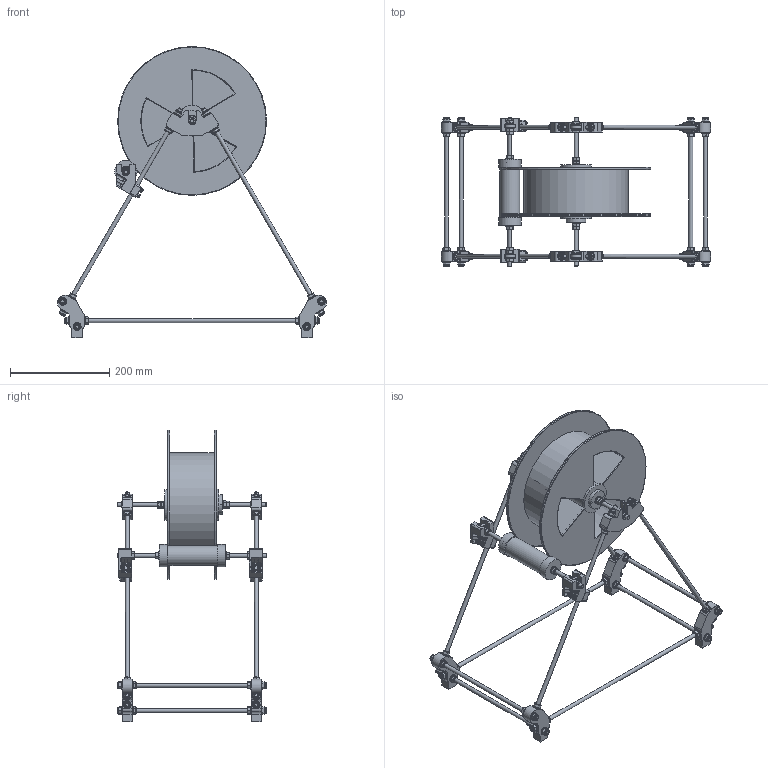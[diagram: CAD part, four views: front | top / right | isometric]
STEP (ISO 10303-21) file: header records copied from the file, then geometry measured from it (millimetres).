
FILE_DESCRIPTION(/* description */ ('Alibre Inc.'),/* implementation_level */ '2;1');
FILE_NAME(/* name */ 'export0',/* time_stamp */ '2012-08-02T18:06:57+02:00',/* author */ (''),/* organization */ (''),/* preprocessor_version */ 'ST-DEVELOPER v14',/* originating_system */ 'Alibre',/* authorisation */ '');
FILE_SCHEMA (('AUTOMOTIVE_DESIGN'));
Length unit declared in the file: millimetre
Products named in the file (28): ID_1
Bounding box: 542.09 x 301.25 x 586.41 mm (x, y, z)
Volume: 1742614.4 mm3; surface area: 825515 mm2
Topology: 184 solids, 184 shells, 2449 faces, 5618 edges, 3586 vertices
Faces by surface type: plane 1115, cylinder 734, cone 542, torus 58
Full cylindrical faces by diameter (mm): 4 x8, 6.647 x24, 8 x12, 8.2 x4, 8.4 x10, 12.331 x24, 15 x2, 22.4 x3, 23 x1, 26 x1, 28 x3, 37 x2, 40 x1, 45 x2, 52 x3, 62 x2, 210 x1, 300 x2
Entity records: 13180 total; most frequent: CARTESIAN_POINT 2559, DIRECTION 2167, ORIENTED_EDGE 1810, AXIS2_PLACEMENT_3D 950, EDGE_CURVE 905, VERTEX_POINT 605, EDGE_LOOP 512, FACE_BOUND 512
